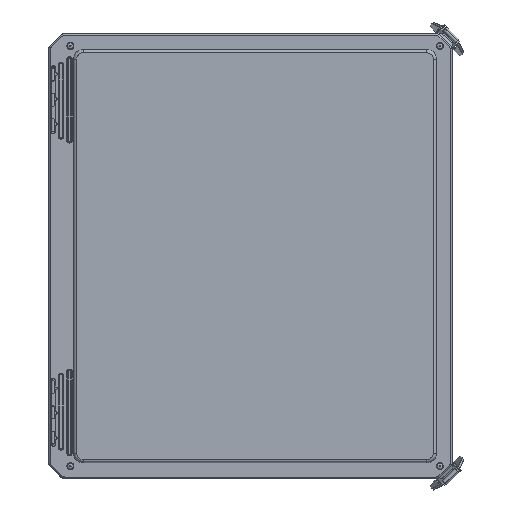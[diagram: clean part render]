
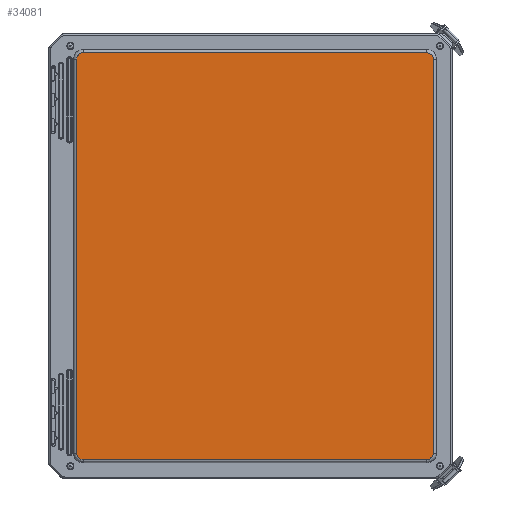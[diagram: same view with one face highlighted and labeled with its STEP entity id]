
A CAD part, top view. The second image highlights one B-rep face of the part: STEP entity #34081.
In plain terms, the highlighted face is planar.
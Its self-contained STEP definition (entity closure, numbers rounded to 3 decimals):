
#1288=ELLIPSE('',#37991,0.25,0.25);
#1291=ELLIPSE('',#37995,0.25,0.25);
#1292=ELLIPSE('',#38001,0.25,0.25);
#1295=ELLIPSE('',#38005,0.25,0.25);
#4631=LINE('',#77653,#7082);
#4633=LINE('',#77806,#7084);
#4636=LINE('',#77813,#7087);
#4638=LINE('',#77952,#7089);
#7082=VECTOR('',#47514,13.568);
#7084=VECTOR('',#47534,15.555);
#7087=VECTOR('',#47541,15.555);
#7089=VECTOR('',#47557,13.568);
#8006=PLANE('',#38011);
#10101=FACE_OUTER_BOUND('',#12309,.T.);
#12309=EDGE_LOOP('',(#30815,#30816,#30817,#30818,#30819,#30820,#30821,#30822));
#16697=VERTEX_POINT('',#77650);
#16698=VERTEX_POINT('',#77652);
#16701=VERTEX_POINT('',#77730);
#16702=VERTEX_POINT('',#77797);
#16705=VERTEX_POINT('',#77804);
#16706=VERTEX_POINT('',#77809);
#16709=VERTEX_POINT('',#77878);
#16710=VERTEX_POINT('',#77945);
#21458=EDGE_CURVE('',#16697,#16698,#4631,.T.);
#21462=EDGE_CURVE('',#16701,#16697,#1288,.T.);
#21466=EDGE_CURVE('',#16698,#16702,#1291,.T.);
#21468=EDGE_CURVE('',#16705,#16701,#4633,.T.);
#21472=EDGE_CURVE('',#16702,#16706,#4636,.T.);
#21474=EDGE_CURVE('',#16709,#16705,#1292,.T.);
#21478=EDGE_CURVE('',#16706,#16710,#1295,.T.);
#21480=EDGE_CURVE('',#16710,#16709,#4638,.T.);
#30815=ORIENTED_EDGE('',*,*,#21458,.F.);
#30816=ORIENTED_EDGE('',*,*,#21462,.F.);
#30817=ORIENTED_EDGE('',*,*,#21468,.F.);
#30818=ORIENTED_EDGE('',*,*,#21474,.F.);
#30819=ORIENTED_EDGE('',*,*,#21480,.F.);
#30820=ORIENTED_EDGE('',*,*,#21478,.F.);
#30821=ORIENTED_EDGE('',*,*,#21472,.F.);
#30822=ORIENTED_EDGE('',*,*,#21466,.F.);
#34081=ADVANCED_FACE('',(#10101),#8006,.F.);
#37991=AXIS2_PLACEMENT_3D('',#77732,#47520,#47521);
#37995=AXIS2_PLACEMENT_3D('',#77801,#47528,#47529);
#38001=AXIS2_PLACEMENT_3D('',#77880,#47544,#47545);
#38005=AXIS2_PLACEMENT_3D('',#77949,#47552,#47553);
#38011=AXIS2_PLACEMENT_3D('',#77962,#47571,#47572);
#47514=DIRECTION('',(1.,0.,0.));
#47520=DIRECTION('center_axis',(0.,0.,1.));
#47521=DIRECTION('ref_axis',(-0.707,-0.707,0.));
#47528=DIRECTION('center_axis',(0.,0.,1.));
#47529=DIRECTION('ref_axis',(0.707,-0.707,0.));
#47534=DIRECTION('',(0.,-1.,0.));
#47541=DIRECTION('',(0.,1.,0.));
#47544=DIRECTION('center_axis',(0.,0.,1.));
#47545=DIRECTION('ref_axis',(-0.707,0.707,0.));
#47552=DIRECTION('center_axis',(0.,0.,1.));
#47553=DIRECTION('ref_axis',(0.707,0.707,0.));
#47557=DIRECTION('',(-1.,0.,0.));
#47571=DIRECTION('center_axis',(0.,0.,1.));
#47572=DIRECTION('ref_axis',(1.,0.,0.));
#77650=CARTESIAN_POINT('',(-6.603,-8.027,0.));
#77652=CARTESIAN_POINT('',(6.965,-8.027,0.));
#77653=CARTESIAN_POINT('',(-6.603,-8.027,0.));
#77730=CARTESIAN_POINT('',(-6.853,-7.777,0.));
#77732=CARTESIAN_POINT('Origin',(-6.603,-7.777,0.));
#77797=CARTESIAN_POINT('',(7.215,-7.777,0.));
#77801=CARTESIAN_POINT('Origin',(6.965,-7.777,0.));
#77804=CARTESIAN_POINT('',(-6.853,7.777,0.));
#77806=CARTESIAN_POINT('',(-6.853,7.777,0.));
#77809=CARTESIAN_POINT('',(7.215,7.777,0.));
#77813=CARTESIAN_POINT('',(7.215,-7.777,0.));
#77878=CARTESIAN_POINT('',(-6.603,8.027,0.));
#77880=CARTESIAN_POINT('Origin',(-6.603,7.777,0.));
#77945=CARTESIAN_POINT('',(6.965,8.027,0.));
#77949=CARTESIAN_POINT('Origin',(6.965,7.777,0.));
#77952=CARTESIAN_POINT('',(6.965,8.027,0.));
#77962=CARTESIAN_POINT('Origin',(0.181,0.,0.));
